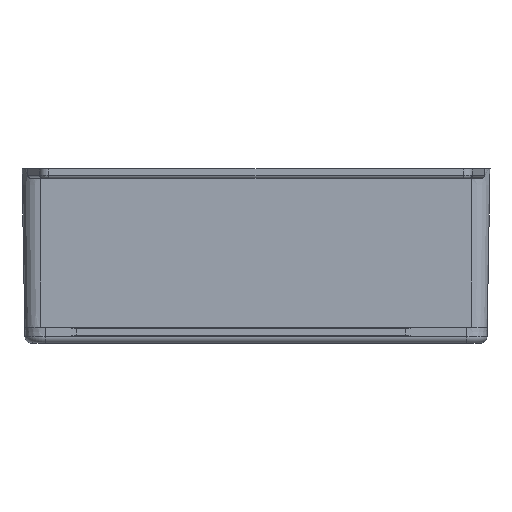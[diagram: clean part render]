
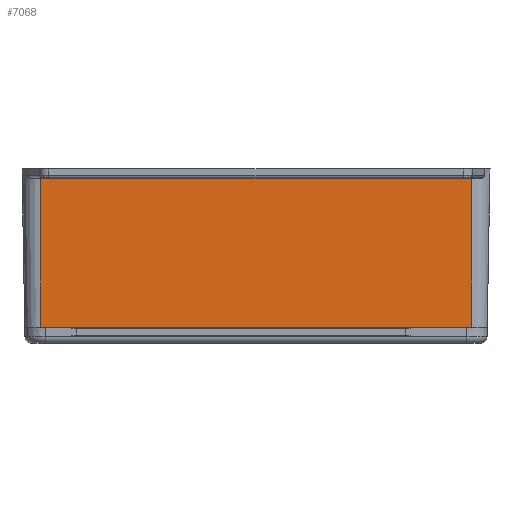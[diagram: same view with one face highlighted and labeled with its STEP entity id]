
A CAD part, front view. The second image highlights one B-rep face of the part: STEP entity #7068.
In plain terms, the highlighted planar face has unit normal (0, -1, -0.018).
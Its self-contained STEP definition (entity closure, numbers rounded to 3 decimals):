
#139 = CARTESIAN_POINT ( 'NONE',  ( -335.695, -6549.328, 499000. ) ) ;
#769 = CARTESIAN_POINT ( 'NONE',  ( -267.695, 2160.724, 1.5 ) ) ;
#980 = EDGE_CURVE ( 'NONE', #20765, #25478, #14724, .T. ) ;
#4616 = LINE ( 'NONE', #18057, #26125 ) ;
#4783 = VECTOR ( 'NONE', #26478, 1000. ) ;
#6221 = CARTESIAN_POINT ( 'NONE',  ( -199.695, -6549.328, 499000. ) ) ;
#6720 = DIRECTION ( 'NONE',  ( 0., -0.017, 1. ) ) ;
#7068 = ADVANCED_FACE ( 'NONE', ( #9226 ), #25007, .T. ) ;
#7944 = DIRECTION ( 'NONE',  ( 0., -1., -0.017 ) ) ;
#7963 = CARTESIAN_POINT ( 'NONE',  ( -335.695, 2159.903, 48.5 ) ) ;
#8981 = DIRECTION ( 'NONE',  ( 0., 0.017, -1. ) ) ;
#8996 = VECTOR ( 'NONE', #8981, 1000. ) ;
#9226 = FACE_OUTER_BOUND ( 'NONE', #19087, .T. ) ;
#9992 = ORIENTED_EDGE ( 'NONE', *, *, #980, .F. ) ;
#11595 = EDGE_CURVE ( 'NONE', #20765, #16204, #4616, .T. ) ;
#12995 = LINE ( 'NONE', #139, #16007 ) ;
#14318 = VERTEX_POINT ( 'NONE', #17526 ) ;
#14724 = LINE ( 'NONE', #6221, #8996 ) ;
#15192 = ORIENTED_EDGE ( 'NONE', *, *, #11595, .T. ) ;
#16007 = VECTOR ( 'NONE', #6720, 1000. ) ;
#16204 = VERTEX_POINT ( 'NONE', #7963 ) ;
#16210 = CARTESIAN_POINT ( 'NONE',  ( -199.695, 2160.724, 1.5 ) ) ;
#16215 = LINE ( 'NONE', #769, #4783 ) ;
#17526 = CARTESIAN_POINT ( 'NONE',  ( -335.695, 2160.724, 1.5 ) ) ;
#18057 = CARTESIAN_POINT ( 'NONE',  ( -335.695, 2159.903, 48.5 ) ) ;
#19087 = EDGE_LOOP ( 'NONE', ( #23537, #19169, #9992, #15192 ) ) ;
#19169 = ORIENTED_EDGE ( 'NONE', *, *, #23798, .T. ) ;
#20061 = CARTESIAN_POINT ( 'NONE',  ( -199.695, 2159.903, 48.5 ) ) ;
#20242 = DIRECTION ( 'NONE',  ( -1., 0., 0. ) ) ;
#20582 = AXIS2_PLACEMENT_3D ( 'NONE', #20800, #7944, #22963 ) ;
#20765 = VERTEX_POINT ( 'NONE', #20061 ) ;
#20800 = CARTESIAN_POINT ( 'NONE',  ( -335.695, 2160.724, 1.5 ) ) ;
#21634 = EDGE_CURVE ( 'NONE', #14318, #16204, #12995, .T. ) ;
#22963 = DIRECTION ( 'NONE',  ( 0., 0.017, -1. ) ) ;
#23537 = ORIENTED_EDGE ( 'NONE', *, *, #21634, .F. ) ;
#23798 = EDGE_CURVE ( 'NONE', #14318, #25478, #16215, .T. ) ;
#25007 = PLANE ( 'NONE',  #20582 ) ;
#25478 = VERTEX_POINT ( 'NONE', #16210 ) ;
#26125 = VECTOR ( 'NONE', #20242, 1000. ) ;
#26478 = DIRECTION ( 'NONE',  ( 1., 0., 0. ) ) ;
